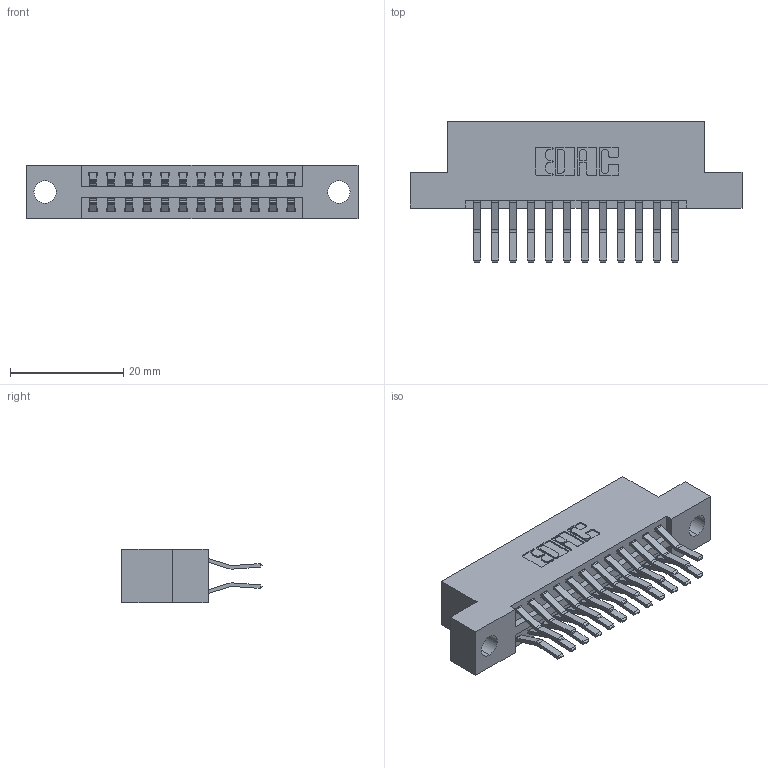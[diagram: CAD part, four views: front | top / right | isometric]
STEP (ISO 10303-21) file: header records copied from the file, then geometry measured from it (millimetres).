
FILE_DESCRIPTION (( 'STEP AP203' ), '1' );
FILE_NAME ('346-024-560-204.STEP', '2022-05-19T00:39:11', ( '' ), ( '' ), 'SwSTEP 2.0', 'SolidWorks 2020', '' );
FILE_SCHEMA (( 'CONFIG_CONTROL_DESIGN' ));
Length unit declared in the file: inch
Products named in the file (3): 346 Part_Flush Mounting Lugs - 0.156 Dia-TH; 345-292-001_560 Tail; 346-024-560-204
Assembly tree (25 placements, depth 2):
  346-024-560-204
    346 Part_Flush Mounting Lugs - 0.156 Dia-TH
    345-292-001_560 Tail  x24
Bounding box: 58.67 x 24.78 x 9.4 mm (x, y, z)
Volume: 5539.8 mm3; surface area: 7410.9 mm2
Topology: 25 solids, 25 shells, 1432 faces, 4229 edges, 2786 vertices
Faces by surface type: plane 930, cylinder 502
Entity records: 12377 total; most frequent: CARTESIAN_POINT 2086, ORIENTED_EDGE 2018, DIRECTION 1893, EDGE_CURVE 1009, VECTOR 825, LINE 825, VERTEX_POINT 670, AXIS2_PLACEMENT_3D 534
